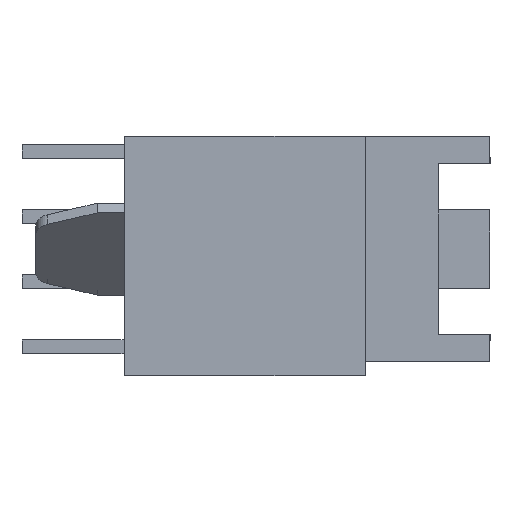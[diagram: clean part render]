
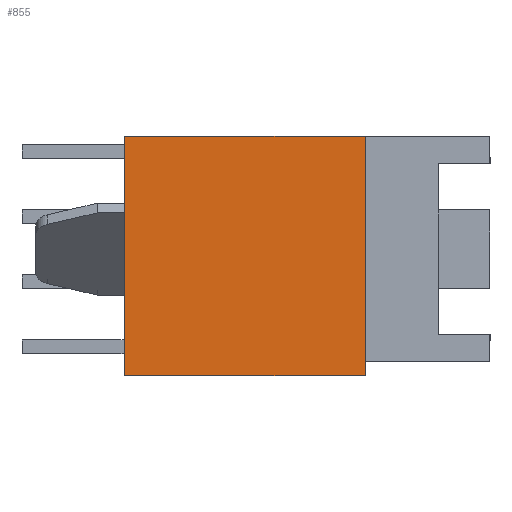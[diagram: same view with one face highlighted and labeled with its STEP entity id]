
A CAD part, left-side view. The second image highlights one B-rep face of the part: STEP entity #855.
In plain terms, the highlighted planar face has unit normal (-1, 0, 0).
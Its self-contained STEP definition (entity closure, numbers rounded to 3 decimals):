
#44=PLANE('',#16936);
#855=ADVANCED_FACE('',(#1962),#44,.T.);
#1962=FACE_OUTER_BOUND('',#2867,.T.);
#2867=EDGE_LOOP('',(#7965,#7966,#7967,#7968));
#3903=LINE('',#22537,#5764);
#3908=LINE('',#22547,#5769);
#3909=LINE('',#22549,#5770);
#3910=LINE('',#22551,#5771);
#5764=VECTOR('',#18209,1.);
#5769=VECTOR('',#18216,1.);
#5770=VECTOR('',#18219,1.);
#5771=VECTOR('',#18220,1.);
#7965=ORIENTED_EDGE('',*,*,#14345,.F.);
#7966=ORIENTED_EDGE('',*,*,#14346,.T.);
#7967=ORIENTED_EDGE('',*,*,#14339,.T.);
#7968=ORIENTED_EDGE('',*,*,#14344,.F.);
#12732=VERTEX_POINT('',#22536);
#12733=VERTEX_POINT('',#22538);
#12736=VERTEX_POINT('',#22546);
#12737=VERTEX_POINT('',#22550);
#14339=EDGE_CURVE('',#12733,#12732,#3903,.T.);
#14344=EDGE_CURVE('',#12736,#12732,#3908,.T.);
#14345=EDGE_CURVE('',#12737,#12736,#3909,.T.);
#14346=EDGE_CURVE('',#12737,#12733,#3910,.T.);
#16936=AXIS2_PLACEMENT_3D('',#22552,#18221,#18222);
#18209=DIRECTION('',(0.,-1.,0.));
#18216=DIRECTION('',(0.,0.,-1.));
#18219=DIRECTION('',(0.,-1.,0.));
#18220=DIRECTION('',(0.,0.,-1.));
#18221=DIRECTION('',(-1.,0.,0.));
#18222=DIRECTION('',(0.,1.,0.));
#22536=CARTESIAN_POINT('',(-38.115,3.65,-7.));
#22537=CARTESIAN_POINT('',(-38.115,10.7,-7.));
#22538=CARTESIAN_POINT('',(-38.115,10.7,-7.));
#22546=CARTESIAN_POINT('',(-38.115,3.65,0.));
#22547=CARTESIAN_POINT('',(-38.115,3.65,-3.5));
#22549=CARTESIAN_POINT('',(-38.115,10.7,0.));
#22550=CARTESIAN_POINT('',(-38.115,10.7,0.));
#22551=CARTESIAN_POINT('',(-38.115,10.7,-3.5));
#22552=CARTESIAN_POINT('',(-38.115,10.7,-3.5));
